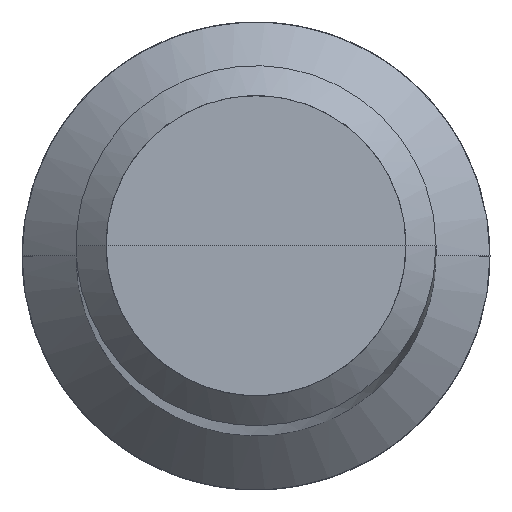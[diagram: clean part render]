
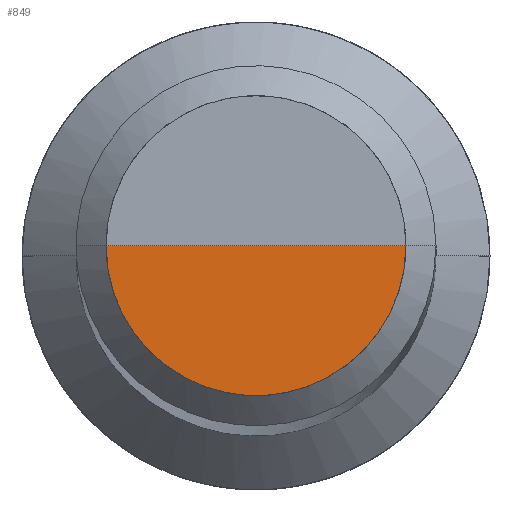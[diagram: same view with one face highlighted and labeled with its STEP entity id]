
A CAD part, top view. The second image highlights one B-rep face of the part: STEP entity #849.
In plain terms, the highlighted free-form (B-spline) face has degree [1, 2] with [2, 5] control points.
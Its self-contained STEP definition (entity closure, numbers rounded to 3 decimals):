
#370=CARTESIAN_POINT('',(2.5,0.0,95.7));
#374=CARTESIAN_POINT('',(-2.5,0.0,95.7));
#375=CARTESIAN_POINT('',(0.0,0.0,95.7));
#388=CARTESIAN_POINT('',(-2.5,-2.5,95.7));
#389=CARTESIAN_POINT('',(0.0,-2.5,95.7));
#390=CARTESIAN_POINT('',(2.5,-2.5,95.7));
#834=(
BOUNDED_SURFACE()
B_SPLINE_SURFACE(1,2,(
(#374,#388,#389,#390,#370),
(#375,#375,#375,#375,#375)
), .UNSPECIFIED.,.F.,.F.,.F.)
B_SPLINE_SURFACE_WITH_KNOTS((2,2),(3,2,3),(
0.0,1.0),(
0.0,0.5,1.0), .UNSPECIFIED.)
GEOMETRIC_REPRESENTATION_ITEM()
RATIONAL_B_SPLINE_SURFACE(((1.0,0.707,1.0,0.707,1.0),
(1.0,0.707,1.0,0.707,1.0)
))
REPRESENTATION_ITEM('')
SURFACE()
);
#835=(
BOUNDED_CURVE()
B_SPLINE_CURVE(1,(#375,#370),.UNSPECIFIED.,.F.,.F.)
B_SPLINE_CURVE_WITH_KNOTS((2,2),
(0.0,1.0),.UNSPECIFIED.)
CURVE()
GEOMETRIC_REPRESENTATION_ITEM()
RATIONAL_B_SPLINE_CURVE((1.0,1.0))
REPRESENTATION_ITEM('')
);
#836=(
BOUNDED_CURVE()
B_SPLINE_CURVE(2,(#370,#390,#389,#388,#374),.UNSPECIFIED.,.F.,.F.)
B_SPLINE_CURVE_WITH_KNOTS((3,2,3),
(0.0,0.5,1.0),.UNSPECIFIED.)
CURVE()
GEOMETRIC_REPRESENTATION_ITEM()
RATIONAL_B_SPLINE_CURVE((1.0,0.707,1.0,0.707,1.0))
REPRESENTATION_ITEM('')
);
#837=(
BOUNDED_CURVE()
B_SPLINE_CURVE(1,(#374,#375),.UNSPECIFIED.,.F.,.F.)
B_SPLINE_CURVE_WITH_KNOTS((2,2),
(0.0,1.0),.UNSPECIFIED.)
CURVE()
GEOMETRIC_REPRESENTATION_ITEM()
RATIONAL_B_SPLINE_CURVE((1.0,1.0))
REPRESENTATION_ITEM('')
);
#838=VERTEX_POINT('',#370);
#839=VERTEX_POINT('',#374);
#840=VERTEX_POINT('',#375);
#841=EDGE_CURVE('',#840,#838,#835,.T.);
#842=EDGE_CURVE('',#838,#839,#836,.T.);
#843=EDGE_CURVE('',#839,#840,#837,.T.);
#844=ORIENTED_EDGE('',*,*,#841,.T.);
#845=ORIENTED_EDGE('',*,*,#842,.T.);
#846=ORIENTED_EDGE('',*,*,#843,.T.);
#847=EDGE_LOOP('',(#844,#845,#846));
#848=FACE_OUTER_BOUND('',#847,.T.);
#849=ADVANCED_FACE('',(#848),#834,.T.);
